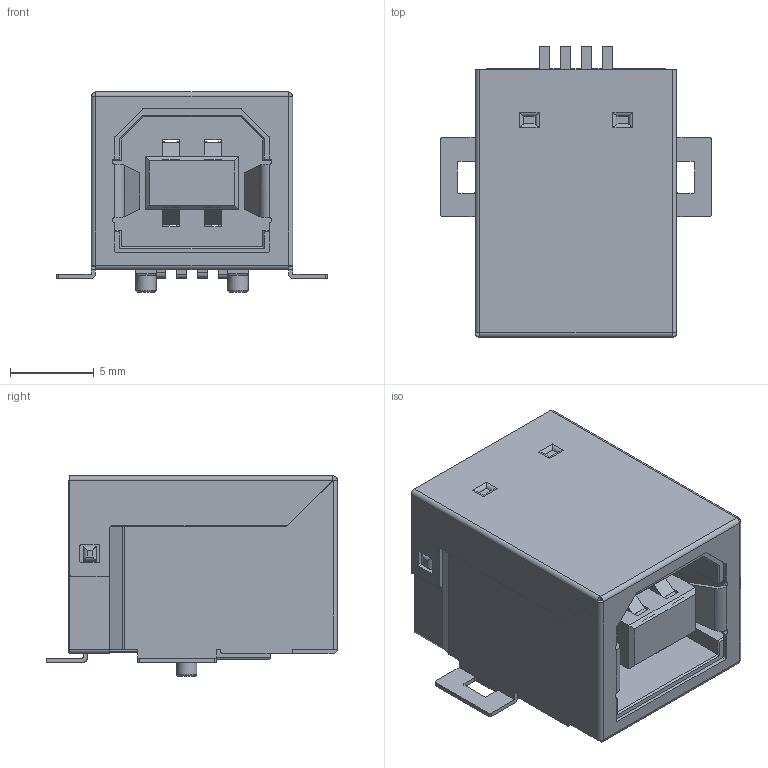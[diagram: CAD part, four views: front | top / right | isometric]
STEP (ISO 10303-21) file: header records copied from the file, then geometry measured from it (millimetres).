
FILE_DESCRIPTION(/* description */ ('Unknown'),/* implementation_level */ '2;1');
FILE_NAME(/* name */ '62910416121',/* time_stamp */ '2017-03-08T10:47:20+01:00',/* author */ ('Unknown'),/* organization */ ('Unknown'),/* preprocessor_version */ 'ST-DEVELOPER v16.7',/* originating_system */ 'DEX',/* authorisation */ $);
FILE_SCHEMA (('AUTOMOTIVE_DESIGN {1 0 10303 214 3 1 1}'));
Length unit declared in the file: millimetre
Products named in the file (5): 62910416121; 62910416121_Insulator_v2; 62910416121_Shielding_v2; 62910416121_Pin_TOP; 62910416121_Pin_Bottom
Assembly tree (6 placements, depth 2):
  62910416121
    62910416121_Insulator_v2
    62910416121_Shielding_v2
    62910416121_Pin_TOP  x2
    62910416121_Pin_Bottom  x2
Bounding box: 16.2 x 17.39 x 11.97 mm (x, y, z)
Volume: 1189.9 mm3; surface area: 3217.9 mm2
Topology: 6 solids, 6 shells, 676 faces, 1756 edges, 1070 vertices
Faces by surface type: plane 370, cylinder 186, bspline 104, sphere 14, torus 2
Full cylindrical faces by diameter (mm): 1.2 x2
Entity records: 19389 total; most frequent: CARTESIAN_POINT 5141, ORIENTED_EDGE 3026, DIRECTION 2815, EDGE_CURVE 1513, LINE 1067, VECTOR 1067, VERTEX_POINT 944, AXIS2_PLACEMENT_3D 874
